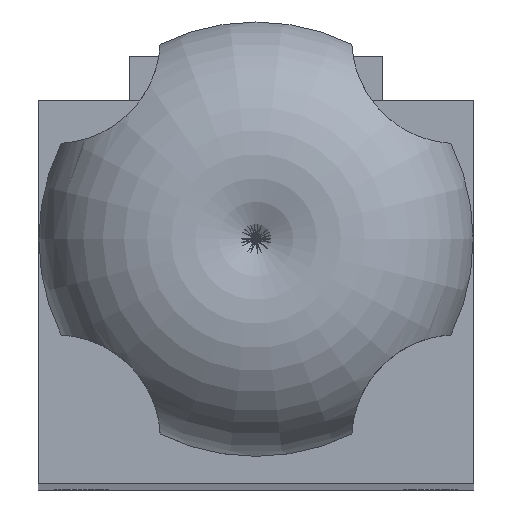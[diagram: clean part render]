
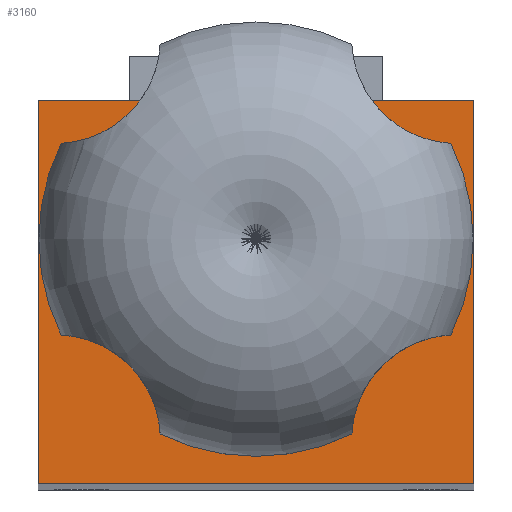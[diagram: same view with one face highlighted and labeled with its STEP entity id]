
A CAD part, top view. The second image highlights one B-rep face of the part: STEP entity #3160.
In plain terms, the highlighted planar face has unit normal (0, 0, 1).
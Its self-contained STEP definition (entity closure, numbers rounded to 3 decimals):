
#83 = VERTEX_POINT ( 'NONE', #3872 ) ;
#222 = CARTESIAN_POINT ( 'NONE',  ( 0., 0., 215. ) ) ;
#275 = VECTOR ( 'NONE', #2235, 1000. ) ;
#323 = DIRECTION ( 'NONE',  ( 0., -1., 0. ) ) ;
#353 = VECTOR ( 'NONE', #323, 1000. ) ;
#404 = CARTESIAN_POINT ( 'NONE',  ( -25., 44., 215. ) ) ;
#445 = LINE ( 'NONE', #1391, #2045 ) ;
#518 = DIRECTION ( 'NONE',  ( 1., 0., 0. ) ) ;
#637 = EDGE_LOOP ( 'NONE', ( #2654 ) ) ;
#907 = VERTEX_POINT ( 'NONE', #404 ) ;
#935 = CARTESIAN_POINT ( 'NONE',  ( 25., 0., 215. ) ) ;
#1067 = EDGE_CURVE ( 'NONE', #907, #83, #1374, .T. ) ;
#1165 = DIRECTION ( 'NONE',  ( 1., 0., 0. ) ) ;
#1321 = CARTESIAN_POINT ( 'NONE',  ( -25., 0., 215. ) ) ;
#1322 = VECTOR ( 'NONE', #2911, 1000. ) ;
#1324 = CARTESIAN_POINT ( 'NONE',  ( -25., 44., 215. ) ) ;
#1374 = LINE ( 'NONE', #1324, #353 ) ;
#1391 = CARTESIAN_POINT ( 'NONE',  ( 25., 44., 215. ) ) ;
#1474 = DIRECTION ( 'NONE',  ( 0., 0., 1. ) ) ;
#1498 = DIRECTION ( 'NONE',  ( 0., 0., 1. ) ) ;
#1570 = CARTESIAN_POINT ( 'NONE',  ( 25., 44., 215. ) ) ;
#1579 = EDGE_CURVE ( 'NONE', #3982, #907, #445, .T. ) ;
#1785 = ORIENTED_EDGE ( 'NONE', *, *, #1067, .T. ) ;
#1804 = PLANE ( 'NONE',  #3464 ) ;
#2006 = VERTEX_POINT ( 'NONE', #2638 ) ;
#2045 = VECTOR ( 'NONE', #3563, 1000. ) ;
#2050 = CARTESIAN_POINT ( 'NONE',  ( 25., 0., 215. ) ) ;
#2066 = FACE_OUTER_BOUND ( 'NONE', #2329, .T. ) ;
#2235 = DIRECTION ( 'NONE',  ( 0., 1., 0. ) ) ;
#2329 = EDGE_LOOP ( 'NONE', ( #3484, #1785, #3987, #3394 ) ) ;
#2522 = VERTEX_POINT ( 'NONE', #935 ) ;
#2638 = CARTESIAN_POINT ( 'NONE',  ( 9.5, 28., 215. ) ) ;
#2654 = ORIENTED_EDGE ( 'NONE', *, *, #3587, .F. ) ;
#2699 = FACE_BOUND ( 'NONE', #637, .T. ) ;
#2868 = AXIS2_PLACEMENT_3D ( 'NONE', #3033, #1498, #518 ) ;
#2911 = DIRECTION ( 'NONE',  ( 1., 0., 0. ) ) ;
#2998 = EDGE_CURVE ( 'NONE', #83, #2522, #3475, .T. ) ;
#3033 = CARTESIAN_POINT ( 'NONE',  ( 0., 28., 215. ) ) ;
#3064 = CIRCLE ( 'NONE', #2868, 9.5 ) ;
#3160 = ADVANCED_FACE ( 'NONE', ( #2699, #2066 ), #1804, .T. ) ;
#3394 = ORIENTED_EDGE ( 'NONE', *, *, #3843, .T. ) ;
#3464 = AXIS2_PLACEMENT_3D ( 'NONE', #222, #1474, #1165 ) ;
#3475 = LINE ( 'NONE', #1321, #1322 ) ;
#3484 = ORIENTED_EDGE ( 'NONE', *, *, #1579, .T. ) ;
#3563 = DIRECTION ( 'NONE',  ( -1., 0., 0. ) ) ;
#3587 = EDGE_CURVE ( 'NONE', #2006, #2006, #3064, .T. ) ;
#3843 = EDGE_CURVE ( 'NONE', #2522, #3982, #3918, .T. ) ;
#3872 = CARTESIAN_POINT ( 'NONE',  ( -25., 0., 215. ) ) ;
#3918 = LINE ( 'NONE', #2050, #275 ) ;
#3982 = VERTEX_POINT ( 'NONE', #1570 ) ;
#3987 = ORIENTED_EDGE ( 'NONE', *, *, #2998, .T. ) ;
